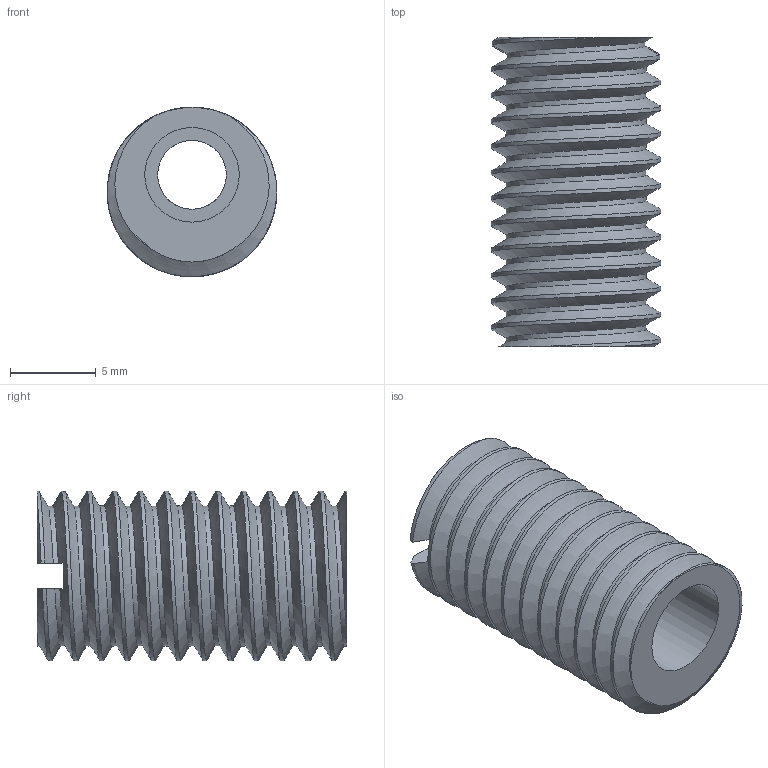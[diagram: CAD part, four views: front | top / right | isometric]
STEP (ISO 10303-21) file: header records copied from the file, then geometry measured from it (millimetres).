
FILE_DESCRIPTION(/* description */ (''),/* implementation_level */ '2;1');
FILE_NAME(/* name */ 'Pin Holder.step',/* time_stamp */ '2022-01-21T13:14:49+01:00',/* author */ (''),/* organization */ (''),/* preprocessor_version */ 'ST-DEVELOPER v18.1',/* originating_system */ 'Autodesk Translation Framework v10.10.0.1391',/* authorisation */ '');
FILE_SCHEMA (('AUTOMOTIVE_DESIGN { 1 0 10303 214 3 1 1 }'));
Length unit declared in the file: millimetre
Products named in the file (2): (Non enregistré); Firing Pin Holder
Assembly tree (1 placements, depth 2):
  (Non enregistré)
    Firing Pin Holder
Bounding box: 9.86 x 18 x 9.86 mm (x, y, z)
Volume: 742.8 mm3; surface area: 1239.3 mm2
Topology: 1 solids, 1 shells, 46 faces, 132 edges, 88 vertices
Faces by surface type: cylinder 30, plane 10, bspline 6
Full cylindrical faces by diameter (mm): 4 x1, 5.5 x1, 8.141 x4, 9.85 x7
Entity records: 3348 total; most frequent: CARTESIAN_POINT 2242, ORIENTED_EDGE 264, DIRECTION 154, EDGE_CURVE 132, VERTEX_POINT 88, B_SPLINE_CURVE_WITH_KNOTS 76, AXIS2_PLACEMENT_3D 55, EDGE_LOOP 48
